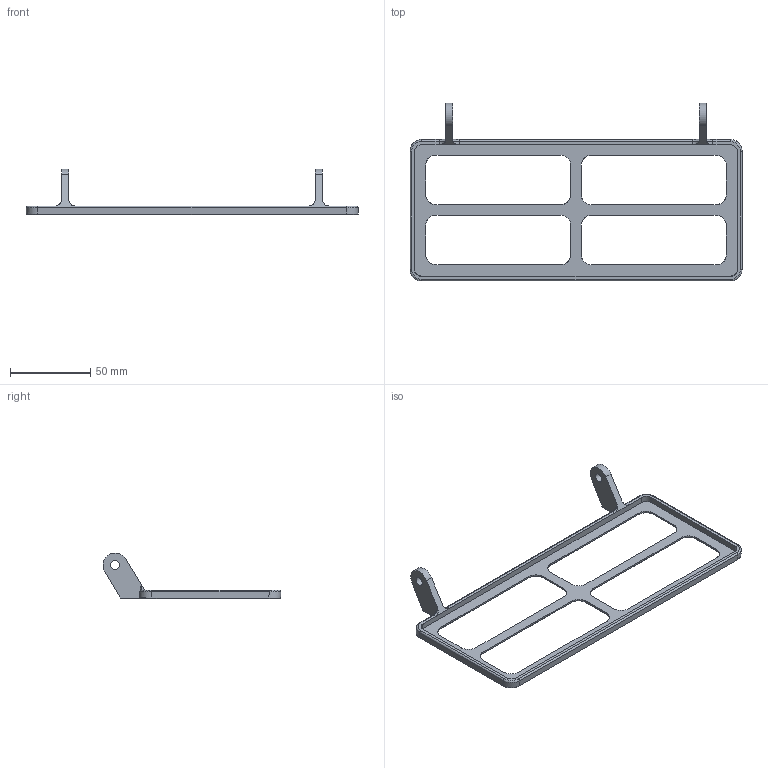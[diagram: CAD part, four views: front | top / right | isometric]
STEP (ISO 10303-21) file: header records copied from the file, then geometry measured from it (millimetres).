
FILE_DESCRIPTION(/* description */ ('STEP AP214'),/* implementation_level */ '2;1');
FILE_NAME(/* name */ '61495063b60914664c4c343b',/* time_stamp */ '2021-09-21T03:24:20+00:00',/* author */ (''),/* organization */ (''),/* preprocessor_version */ 'ST-DEVELOPER v18.1',/* originating_system */ ' ',/* authorisation */ ' ');
FILE_SCHEMA (('AUTOMOTIVE_DESIGN {1 0 10303 214 3 1 1}'));
Length unit declared in the file: metre
Products named in the file (1): void30 base
Bounding box: 206.9 x 110.85 x 28.66 mm (x, y, z)
Volume: 21085.7 mm3; surface area: 22794 mm2
Topology: 1 solids, 1 shells, 134 faces, 342 edges, 210 vertices
Faces by surface type: plane 68, cylinder 38, bspline 28
Full cylindrical faces by diameter (mm): 5.5 x2
Entity records: 4704 total; most frequent: CARTESIAN_POINT 1669, ORIENTED_EDGE 676, DIRECTION 528, EDGE_CURVE 338, VERTEX_POINT 208, LINE 186, VECTOR 186, AXIS2_PLACEMENT_3D 171
